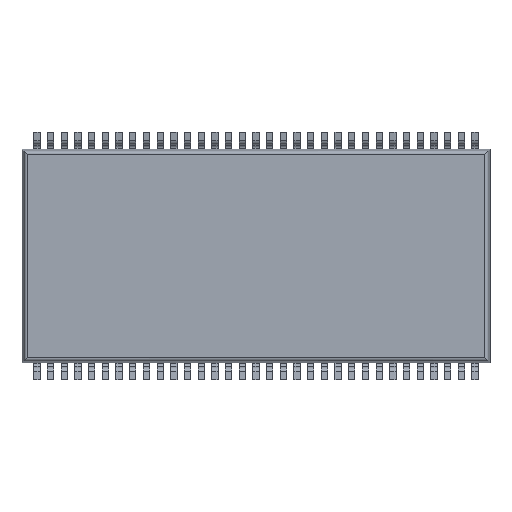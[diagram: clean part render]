
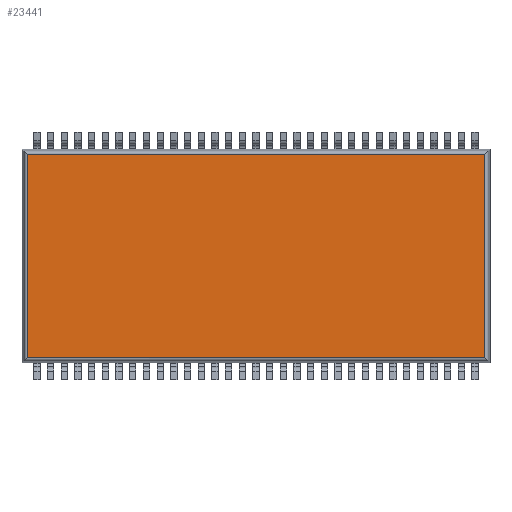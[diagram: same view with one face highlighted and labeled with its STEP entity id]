
A CAD part, front view. The second image highlights one B-rep face of the part: STEP entity #23441.
In plain terms, the highlighted planar face has unit normal (0, -1, 0).
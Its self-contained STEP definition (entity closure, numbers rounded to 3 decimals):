
#23368 = VERTEX_POINT ( 'NONE', #35377 ) ;
#23374 = EDGE_LOOP ( 'NONE', ( #23442, #23377, #23431, #23433 ) ) ;
#23376 = EDGE_CURVE ( 'NONE', #23386, #23380, #35364, .T. ) ;
#23377 = ORIENTED_EDGE ( 'NONE', *, *, #23378, .T. ) ;
#23378 = EDGE_CURVE ( 'NONE', #23380, #23368, #35360, .T. ) ;
#23379 = VERTEX_POINT ( 'NONE', #35416 ) ;
#23380 = VERTEX_POINT ( 'NONE', #35415 ) ;
#23386 = VERTEX_POINT ( 'NONE', #35410 ) ;
#23431 = ORIENTED_EDGE ( 'NONE', *, *, #23432, .T. ) ;
#23432 = EDGE_CURVE ( 'NONE', #23368, #23379, #35459, .T. ) ;
#23433 = ORIENTED_EDGE ( 'NONE', *, *, #23434, .T. ) ;
#23434 = EDGE_CURVE ( 'NONE', #23379, #23386, #35455, .T. ) ;
#23441 = ADVANCED_FACE ( 'NONE', ( #35505 ), #35489, .F. ) ;
#23442 = ORIENTED_EDGE ( 'NONE', *, *, #23376, .T. ) ;
#35360 = LINE ( 'NONE', #35419, #35418 ) ;
#35361 = DIRECTION ( 'NONE',  ( 0., 0., -1. ) ) ;
#35362 = VECTOR ( 'NONE', #35361, 1000. ) ;
#35363 = CARTESIAN_POINT ( 'NONE',  ( -10.867, -0.5, -4.963 ) ) ;
#35364 = LINE ( 'NONE', #35363, #35362 ) ;
#35377 = CARTESIAN_POINT ( 'NONE',  ( 10.867, -0.5, -4.837 ) ) ;
#35410 = CARTESIAN_POINT ( 'NONE',  ( -10.867, -0.5, 4.837 ) ) ;
#35415 = CARTESIAN_POINT ( 'NONE',  ( -10.867, -0.5, -4.837 ) ) ;
#35416 = CARTESIAN_POINT ( 'NONE',  ( 10.867, -0.5, 4.837 ) ) ;
#35417 = DIRECTION ( 'NONE',  ( 1., 0., 0. ) ) ;
#35418 = VECTOR ( 'NONE', #35417, 1000. ) ;
#35419 = CARTESIAN_POINT ( 'NONE',  ( 10.993, -0.5, -4.837 ) ) ;
#35452 = DIRECTION ( 'NONE',  ( -1., 0., 0. ) ) ;
#35453 = VECTOR ( 'NONE', #35452, 1000. ) ;
#35454 = CARTESIAN_POINT ( 'NONE',  ( -10.993, -0.5, 4.837 ) ) ;
#35455 = LINE ( 'NONE', #35454, #35453 ) ;
#35456 = DIRECTION ( 'NONE',  ( 0., 0., 1. ) ) ;
#35457 = VECTOR ( 'NONE', #35456, 1000. ) ;
#35458 = CARTESIAN_POINT ( 'NONE',  ( 10.867, -0.5, 4.963 ) ) ;
#35459 = LINE ( 'NONE', #35458, #35457 ) ;
#35485 = DIRECTION ( 'NONE',  ( 0., 0., 1. ) ) ;
#35486 = DIRECTION ( 'NONE',  ( 0., 1., 0. ) ) ;
#35487 = CARTESIAN_POINT ( 'NONE',  ( -11.11, -0.5, 5.08 ) ) ;
#35488 = AXIS2_PLACEMENT_3D ( 'NONE', #35487, #35486, #35485 ) ;
#35489 = PLANE ( 'NONE',  #35488 ) ;
#35505 = FACE_OUTER_BOUND ( 'NONE', #23374, .T. ) ;
